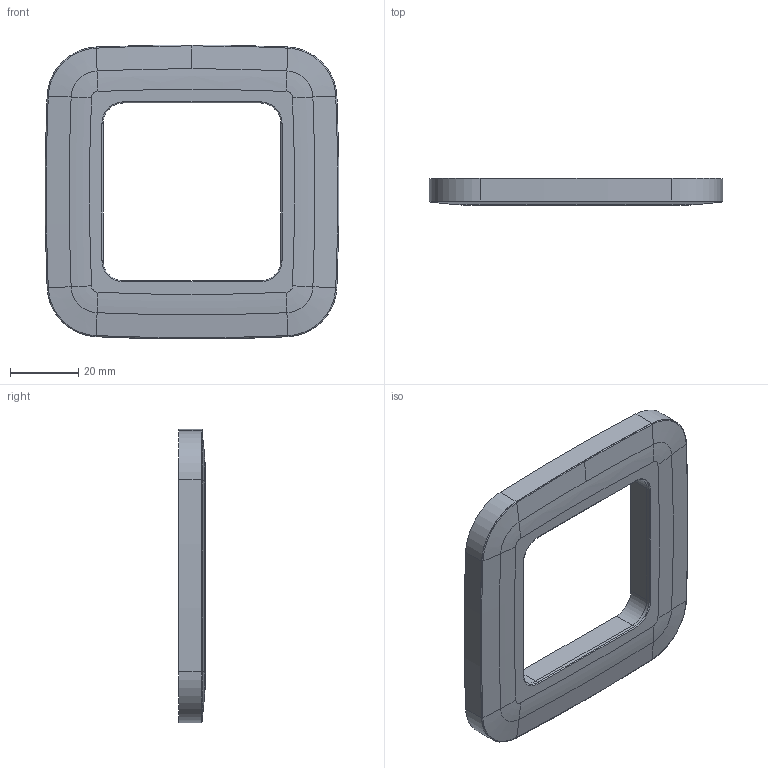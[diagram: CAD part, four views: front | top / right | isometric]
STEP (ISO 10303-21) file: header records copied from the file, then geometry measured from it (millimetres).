
FILE_DESCRIPTION (( 'STEP AP214' ), '1' );
FILE_NAME ('s86_l1-bk-y.STEP', '2025-03-25T06:45:11', ( '' ), ( '' ), 'SwSTEP 2.0', 'SolidWorks 2022', '' );
FILE_SCHEMA (( 'AUTOMOTIVE_DESIGN' ));
Length unit declared in the file: millimetre
Products named in the file (1): s86_l1-bk-y
Bounding box: 85.86 x 7.8 x 85.93 mm (x, y, z)
Volume: 32877.7 mm3; surface area: 12447.3 mm2
Topology: 1 solids, 1 shells, 61 faces, 142 edges, 84 vertices
Faces by surface type: cylinder 17, torus 16, cone 13, plane 11, bspline 4
Entity records: 1834 total; most frequent: DIRECTION 350, CARTESIAN_POINT 348, ORIENTED_EDGE 284, AXIS2_PLACEMENT_3D 150, EDGE_CURVE 142, CIRCLE 92, VERTEX_POINT 84, EDGE_LOOP 64
